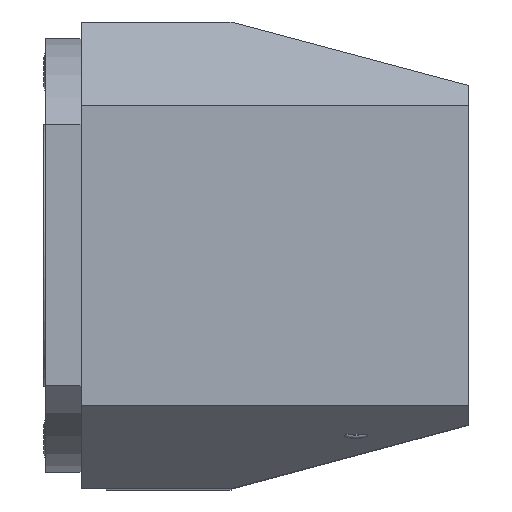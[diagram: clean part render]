
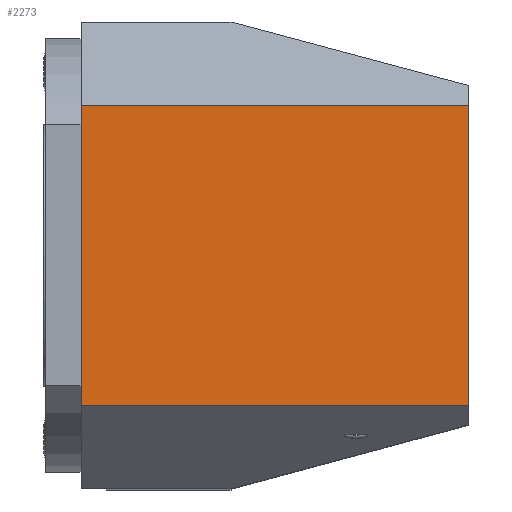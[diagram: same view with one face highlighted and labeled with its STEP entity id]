
A CAD part, top view. The second image highlights one B-rep face of the part: STEP entity #2273.
In plain terms, the highlighted planar face has unit normal (0, 0, 1).
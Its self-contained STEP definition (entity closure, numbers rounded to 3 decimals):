
#469=DIRECTION('',(0.,1.,0.));
#470=VECTOR('',#469,72.);
#471=CARTESIAN_POINT('',(-36.,-36.,146.5));
#472=LINE('',#471,#470);
#628=DIRECTION('',(-1.,0.,0.));
#629=VECTOR('',#628,93.);
#630=CARTESIAN_POINT('',(57.,-36.,146.5));
#631=LINE('',#630,#629);
#632=DIRECTION('',(-1.,0.,0.));
#633=VECTOR('',#632,93.);
#634=CARTESIAN_POINT('',(57.,36.,146.5));
#635=LINE('',#634,#633);
#636=DIRECTION('',(0.,-1.,0.));
#637=VECTOR('',#636,72.);
#638=CARTESIAN_POINT('',(57.,36.,146.5));
#639=LINE('',#638,#637);
#1292=CARTESIAN_POINT('',(57.,-36.,146.5));
#1293=CARTESIAN_POINT('',(-36.,-36.,146.5));
#1294=VERTEX_POINT('',#1292);
#1295=VERTEX_POINT('',#1293);
#1296=CARTESIAN_POINT('',(57.,36.,146.5));
#1297=CARTESIAN_POINT('',(-36.,36.,146.5));
#1298=VERTEX_POINT('',#1296);
#1299=VERTEX_POINT('',#1297);
#2261=CARTESIAN_POINT('',(0.,-56.,146.5));
#2262=DIRECTION('',(0.,0.,1.));
#2263=DIRECTION('',(0.,1.,0.));
#2264=AXIS2_PLACEMENT_3D('',#2261,#2262,#2263);
#2265=PLANE('',#2264);
#2266=ORIENTED_EDGE('',*,*,#2194,.T.);
#2267=ORIENTED_EDGE('',*,*,#2135,.T.);
#2269=ORIENTED_EDGE('',*,*,#2268,.F.);
#2270=ORIENTED_EDGE('',*,*,#2252,.T.);
#2271=EDGE_LOOP('',(#2266,#2267,#2269,#2270));
#2272=FACE_OUTER_BOUND('',#2271,.F.);
#2273=ADVANCED_FACE('',(#2272),#2265,.T.);
#2135=EDGE_CURVE('',#1295,#1299,#472,.T.);
#2194=EDGE_CURVE('',#1294,#1295,#631,.T.);
#2252=EDGE_CURVE('',#1298,#1294,#639,.T.);
#2268=EDGE_CURVE('',#1298,#1299,#635,.T.);
